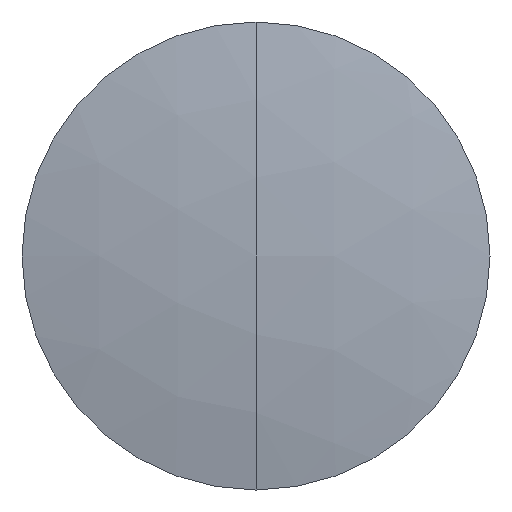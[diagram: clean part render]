
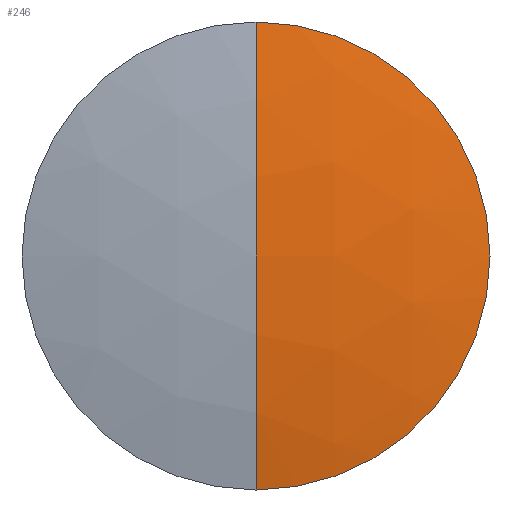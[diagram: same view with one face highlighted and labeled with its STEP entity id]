
A CAD part, left-side view. The second image highlights one B-rep face of the part: STEP entity #246.
In plain terms, the highlighted spherical face has radius 15.759 mm.
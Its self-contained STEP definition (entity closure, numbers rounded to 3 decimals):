
#21 = DIRECTION ( 'NONE',  ( 0., 1., 0. ) ) ;
#40 = FACE_OUTER_BOUND ( 'NONE', #248, .T. ) ;
#44 = EDGE_CURVE ( 'NONE', #195, #117, #222, .T. ) ;
#48 = CIRCLE ( 'NONE', #173, 3.15 ) ;
#57 = ORIENTED_EDGE ( 'NONE', *, *, #342, .F. ) ;
#70 = DIRECTION ( 'NONE',  ( 0., 0., 1. ) ) ;
#74 = AXIS2_PLACEMENT_3D ( 'NONE', #279, #280, #256 ) ;
#90 = CARTESIAN_POINT ( 'NONE',  ( 6.843, 0., 0. ) ) ;
#109 = CARTESIAN_POINT ( 'NONE',  ( 7.161, 0., 3.15 ) ) ;
#117 = VERTEX_POINT ( 'NONE', #90 ) ;
#131 = ORIENTED_EDGE ( 'NONE', *, *, #44, .T. ) ;
#168 = DIRECTION ( 'NONE',  ( 0., 0., -1. ) ) ;
#173 = AXIS2_PLACEMENT_3D ( 'NONE', #338, #322, #70 ) ;
#185 = AXIS2_PLACEMENT_3D ( 'NONE', #314, #21, #264 ) ;
#190 = SPHERICAL_SURFACE ( 'NONE', #329, 15.759 ) ;
#195 = VERTEX_POINT ( 'NONE', #109 ) ;
#222 = CIRCLE ( 'NONE', #74, 15.759 ) ;
#246 = ADVANCED_FACE ( 'NONE', ( #40 ), #190, .T. ) ;
#248 = EDGE_LOOP ( 'NONE', ( #309, #131, #57 ) ) ;
#256 = DIRECTION ( 'NONE',  ( 0., 0., -1. ) ) ;
#260 = CIRCLE ( 'NONE', #185, 15.759 ) ;
#264 = DIRECTION ( 'NONE',  ( 0., 0., 1. ) ) ;
#266 = DIRECTION ( 'NONE',  ( 0., -1., 0. ) ) ;
#267 = VERTEX_POINT ( 'NONE', #317 ) ;
#279 = CARTESIAN_POINT ( 'NONE',  ( 22.602, 0., 0. ) ) ;
#280 = DIRECTION ( 'NONE',  ( 0., -1., 0. ) ) ;
#309 = ORIENTED_EDGE ( 'NONE', *, *, #318, .T. ) ;
#311 = CARTESIAN_POINT ( 'NONE',  ( 22.602, 0., 0. ) ) ;
#314 = CARTESIAN_POINT ( 'NONE',  ( 22.602, 0., 0. ) ) ;
#317 = CARTESIAN_POINT ( 'NONE',  ( 7.161, 0., -3.15 ) ) ;
#318 = EDGE_CURVE ( 'NONE', #267, #195, #48, .T. ) ;
#322 = DIRECTION ( 'NONE',  ( -1., 0., 0. ) ) ;
#329 = AXIS2_PLACEMENT_3D ( 'NONE', #311, #266, #168 ) ;
#338 = CARTESIAN_POINT ( 'NONE',  ( 7.161, 0., 0. ) ) ;
#342 = EDGE_CURVE ( 'NONE', #267, #117, #260, .T. ) ;
